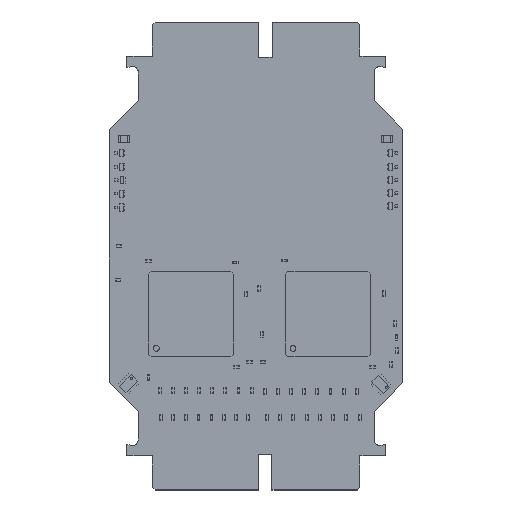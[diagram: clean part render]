
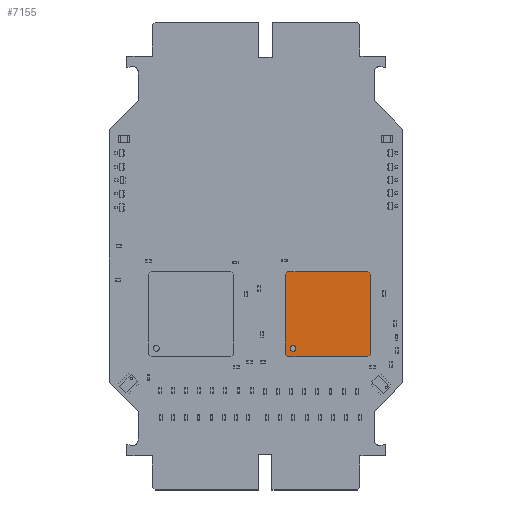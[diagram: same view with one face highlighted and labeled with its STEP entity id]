
A CAD part, top view. The second image highlights one B-rep face of the part: STEP entity #7155.
In plain terms, the highlighted planar face has unit normal (0, 0, 1).
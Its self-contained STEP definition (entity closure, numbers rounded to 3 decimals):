
#6898 = VERTEX_POINT('',#6899);
#6899 = CARTESIAN_POINT('',(-7.,-7.5,1.2));
#6905 = EDGE_CURVE('',#6898,#6906,#6908,.T.);
#6906 = VERTEX_POINT('',#6907);
#6907 = CARTESIAN_POINT('',(-7.5,-7.,1.2));
#6908 = LINE('',#6909,#6910);
#6909 = CARTESIAN_POINT('',(-7.,-7.5,1.2));
#6910 = VECTOR('',#6911,1.);
#6911 = DIRECTION('',(-0.707,0.707,0.));
#6936 = EDGE_CURVE('',#6906,#6937,#6939,.T.);
#6937 = VERTEX_POINT('',#6938);
#6938 = CARTESIAN_POINT('',(-7.5,7.,1.2));
#6939 = LINE('',#6940,#6941);
#6940 = CARTESIAN_POINT('',(-7.5,-7.,1.2));
#6941 = VECTOR('',#6942,1.);
#6942 = DIRECTION('',(0.,1.,0.));
#6967 = EDGE_CURVE('',#6937,#6968,#6970,.T.);
#6968 = VERTEX_POINT('',#6969);
#6969 = CARTESIAN_POINT('',(-7.,7.5,1.2));
#6970 = LINE('',#6971,#6972);
#6971 = CARTESIAN_POINT('',(-7.5,7.,1.2));
#6972 = VECTOR('',#6973,1.);
#6973 = DIRECTION('',(0.707,0.707,0.));
#6998 = EDGE_CURVE('',#6968,#6999,#7001,.T.);
#6999 = VERTEX_POINT('',#7000);
#7000 = CARTESIAN_POINT('',(7.,7.5,1.2));
#7001 = LINE('',#7002,#7003);
#7002 = CARTESIAN_POINT('',(-7.,7.5,1.2));
#7003 = VECTOR('',#7004,1.);
#7004 = DIRECTION('',(1.,0.,0.));
#7029 = EDGE_CURVE('',#6999,#7030,#7032,.T.);
#7030 = VERTEX_POINT('',#7031);
#7031 = CARTESIAN_POINT('',(7.5,7.,1.2));
#7032 = LINE('',#7033,#7034);
#7033 = CARTESIAN_POINT('',(7.,7.5,1.2));
#7034 = VECTOR('',#7035,1.);
#7035 = DIRECTION('',(0.707,-0.707,0.));
#7060 = EDGE_CURVE('',#7030,#7061,#7063,.T.);
#7061 = VERTEX_POINT('',#7062);
#7062 = CARTESIAN_POINT('',(7.5,-7.,1.2));
#7063 = LINE('',#7064,#7065);
#7064 = CARTESIAN_POINT('',(7.5,7.,1.2));
#7065 = VECTOR('',#7066,1.);
#7066 = DIRECTION('',(0.,-1.,0.));
#7091 = EDGE_CURVE('',#7061,#7092,#7094,.T.);
#7092 = VERTEX_POINT('',#7093);
#7093 = CARTESIAN_POINT('',(7.,-7.5,1.2));
#7094 = LINE('',#7095,#7096);
#7095 = CARTESIAN_POINT('',(7.5,-7.,1.2));
#7096 = VECTOR('',#7097,1.);
#7097 = DIRECTION('',(-0.707,-0.707,0.));
#7122 = EDGE_CURVE('',#7092,#6898,#7123,.T.);
#7123 = LINE('',#7124,#7125);
#7124 = CARTESIAN_POINT('',(7.,-7.5,1.2));
#7125 = VECTOR('',#7126,1.);
#7126 = DIRECTION('',(-1.,0.,0.));
#7155 = ADVANCED_FACE('',(#7156),#7166,.T.);
#7156 = FACE_BOUND('',#7157,.F.);
#7157 = EDGE_LOOP('',(#7158,#7159,#7160,#7161,#7162,#7163,#7164,#7165));
#7158 = ORIENTED_EDGE('',*,*,#6905,.T.);
#7159 = ORIENTED_EDGE('',*,*,#6936,.T.);
#7160 = ORIENTED_EDGE('',*,*,#6967,.T.);
#7161 = ORIENTED_EDGE('',*,*,#6998,.T.);
#7162 = ORIENTED_EDGE('',*,*,#7029,.T.);
#7163 = ORIENTED_EDGE('',*,*,#7060,.T.);
#7164 = ORIENTED_EDGE('',*,*,#7091,.T.);
#7165 = ORIENTED_EDGE('',*,*,#7122,.T.);
#7166 = PLANE('',#7167);
#7167 = AXIS2_PLACEMENT_3D('',#7168,#7169,#7170);
#7168 = CARTESIAN_POINT('',(-7.,-7.5,1.2));
#7169 = DIRECTION('',(0.,0.,1.));
#7170 = DIRECTION('',(1.,0.,0.));
